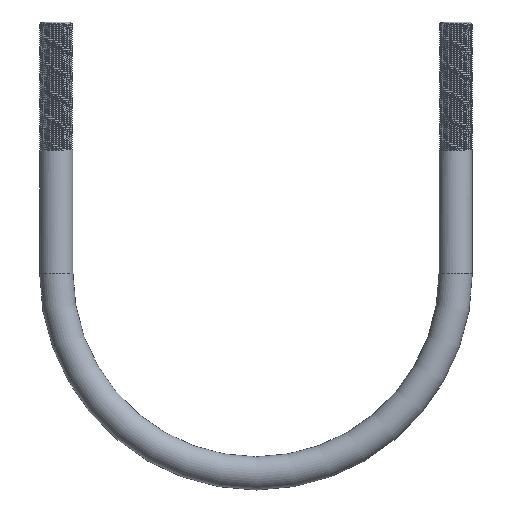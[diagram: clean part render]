
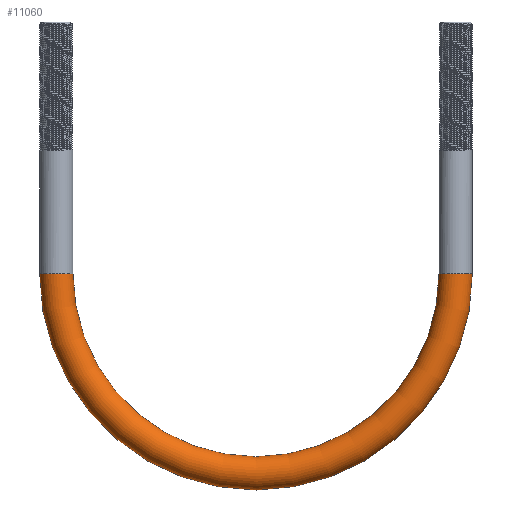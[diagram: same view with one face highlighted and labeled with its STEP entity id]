
A CAD part, front view. The second image highlights one B-rep face of the part: STEP entity #11060.
In plain terms, the highlighted toroidal (fillet/blend) face has major radius 96 mm and minor radius 8 mm.
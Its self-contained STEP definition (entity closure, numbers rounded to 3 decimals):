
#324 = CARTESIAN_POINT ( 'NONE',  ( -24.5, 0., -192.642 ) ) ;
#581 = AXIS2_PLACEMENT_3D ( 'NONE', #18520, #14981, #739 ) ;
#739 = DIRECTION ( 'NONE',  ( 0., 0., 1. ) ) ;
#842 = ORIENTED_EDGE ( 'NONE', *, *, #14247, .F. ) ;
#1223 = VERTEX_POINT ( 'NONE', #7670 ) ;
#2099 = CIRCLE ( 'NONE', #7181, 104. ) ;
#2351 = DIRECTION ( 'NONE',  ( 0., 0., 1. ) ) ;
#4169 = CARTESIAN_POINT ( 'NONE',  ( 183.5, 0., -192.642 ) ) ;
#4931 = CIRCLE ( 'NONE', #15495, 8. ) ;
#5656 = DIRECTION ( 'NONE',  ( 0., 0., 1. ) ) ;
#6005 = CARTESIAN_POINT ( 'NONE',  ( 175.5, 0., -192.642 ) ) ;
#7181 = AXIS2_PLACEMENT_3D ( 'NONE', #14074, #13846, #5656 ) ;
#7670 = CARTESIAN_POINT ( 'NONE',  ( 167.5, 0., -192.642 ) ) ;
#7691 = DIRECTION ( 'NONE',  ( 0., 0., -1. ) ) ;
#7728 = VERTEX_POINT ( 'NONE', #17592 ) ;
#8628 = EDGE_CURVE ( 'NONE', #1223, #7728, #17319, .T. ) ;
#8669 = EDGE_CURVE ( 'NONE', #7728, #9735, #4931, .T. ) ;
#8777 = ORIENTED_EDGE ( 'NONE', *, *, #8628, .T. ) ;
#9038 = AXIS2_PLACEMENT_3D ( 'NONE', #6005, #2351, #11356 ) ;
#9735 = VERTEX_POINT ( 'NONE', #324 ) ;
#10154 = DIRECTION ( 'NONE',  ( 0., 1., 0. ) ) ;
#11060 = ADVANCED_FACE ( 'NONE', ( #22452 ), #15139, .T. ) ;
#11356 = DIRECTION ( 'NONE',  ( 1., 0., 0. ) ) ;
#13846 = DIRECTION ( 'NONE',  ( 0., 1., 0. ) ) ;
#14074 = CARTESIAN_POINT ( 'NONE',  ( 79.5, 0., -192.642 ) ) ;
#14247 = EDGE_CURVE ( 'NONE', #19156, #9735, #2099, .T. ) ;
#14981 = DIRECTION ( 'NONE',  ( 0., 1., 0. ) ) ;
#15139 = TOROIDAL_SURFACE ( 'NONE', #16613, 96., 8. ) ;
#15495 = AXIS2_PLACEMENT_3D ( 'NONE', #16470, #7691, #21928 ) ;
#16253 = EDGE_LOOP ( 'NONE', ( #842, #20555, #8777, #19126 ) ) ;
#16470 = CARTESIAN_POINT ( 'NONE',  ( -16.5, 0., -192.642 ) ) ;
#16613 = AXIS2_PLACEMENT_3D ( 'NONE', #20976, #10154, #19049 ) ;
#17319 = CIRCLE ( 'NONE', #581, 88. ) ;
#17592 = CARTESIAN_POINT ( 'NONE',  ( -8.5, 0., -192.642 ) ) ;
#18520 = CARTESIAN_POINT ( 'NONE',  ( 79.5, 0., -192.642 ) ) ;
#18923 = EDGE_CURVE ( 'NONE', #1223, #19156, #20686, .T. ) ;
#19049 = DIRECTION ( 'NONE',  ( 0., 0., 1. ) ) ;
#19126 = ORIENTED_EDGE ( 'NONE', *, *, #8669, .T. ) ;
#19156 = VERTEX_POINT ( 'NONE', #4169 ) ;
#20555 = ORIENTED_EDGE ( 'NONE', *, *, #18923, .F. ) ;
#20686 = CIRCLE ( 'NONE', #9038, 8. ) ;
#20976 = CARTESIAN_POINT ( 'NONE',  ( 79.5, 0., -192.642 ) ) ;
#21928 = DIRECTION ( 'NONE',  ( -1., 0., 0. ) ) ;
#22452 = FACE_OUTER_BOUND ( 'NONE', #16253, .T. ) ;
